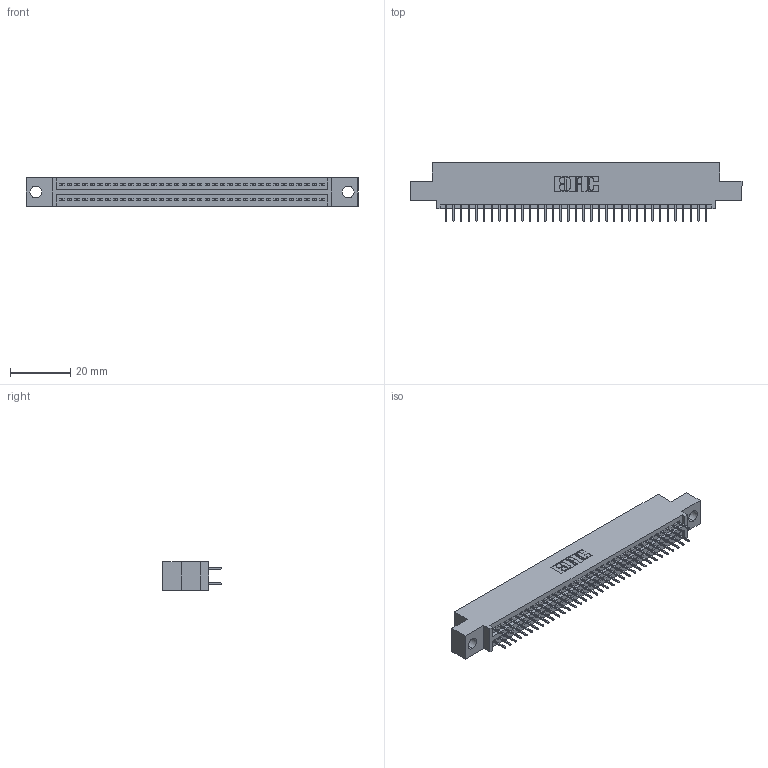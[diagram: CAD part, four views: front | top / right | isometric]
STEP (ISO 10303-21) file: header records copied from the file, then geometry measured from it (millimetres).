
FILE_DESCRIPTION (( 'STEP AP203' ), '1' );
FILE_NAME ('395-070-524-504.STEP', '2021-06-17T04:24:14', ( '' ), ( '' ), 'SwSTEP 2.0', 'SolidWorks 2020', '' );
FILE_SCHEMA (( 'CONFIG_CONTROL_DESIGN' ));
Length unit declared in the file: inch
Products named in the file (3): 345 Part_0.110 Offset - 0.156 Dia-TI; 395-070-524-504; 345-292-001_345-293-124
Assembly tree (71 placements, depth 2):
  395-070-524-504
    345 Part_0.110 Offset - 0.156 Dia-TI
    345-292-001_345-293-124  x70
Bounding box: 110.11 x 19.35 x 9.4 mm (x, y, z)
Volume: 10345.9 mm3; surface area: 14822.2 mm2
Topology: 71 solids, 71 shells, 3924 faces, 11099 edges, 7118 vertices
Faces by surface type: plane 2828, cylinder 1096
Entity records: 29029 total; most frequent: CARTESIAN_POINT 4878, ORIENTED_EDGE 4810, DIRECTION 4309, EDGE_CURVE 2405, VECTOR 2137, LINE 2137, VERTEX_POINT 1598, AXIS2_PLACEMENT_3D 1086
